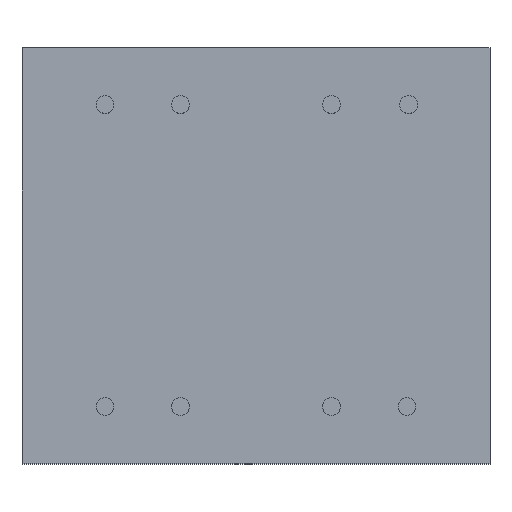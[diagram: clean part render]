
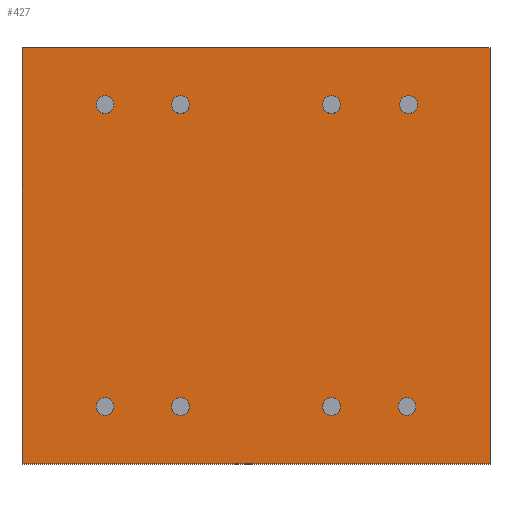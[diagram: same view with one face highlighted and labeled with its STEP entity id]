
A CAD part, top view. The second image highlights one B-rep face of the part: STEP entity #427.
In plain terms, the highlighted planar face has unit normal (0, 0, 1).
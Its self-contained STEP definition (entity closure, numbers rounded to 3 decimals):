
#57=PLANE('',#500);
#92=FACE_OUTER_BOUND('',#127,.T.);
#127=EDGE_LOOP('',(#374,#375,#376,#377));
#150=LINE('',#731,#182);
#154=LINE('',#739,#186);
#157=LINE('',#745,#189);
#160=LINE('',#750,#192);
#182=VECTOR('',#616,10.);
#186=VECTOR('',#622,10.);
#189=VECTOR('',#627,10.);
#192=VECTOR('',#632,10.);
#234=VERTEX_POINT('',#729);
#235=VERTEX_POINT('',#730);
#238=VERTEX_POINT('',#738);
#240=VERTEX_POINT('',#744);
#278=EDGE_CURVE('',#234,#235,#150,.T.);
#282=EDGE_CURVE('',#238,#234,#154,.T.);
#285=EDGE_CURVE('',#240,#238,#157,.T.);
#288=EDGE_CURVE('',#235,#240,#160,.T.);
#374=ORIENTED_EDGE('',*,*,#288,.F.);
#375=ORIENTED_EDGE('',*,*,#278,.F.);
#376=ORIENTED_EDGE('',*,*,#282,.F.);
#377=ORIENTED_EDGE('',*,*,#285,.F.);
#427=ADVANCED_FACE('',(#92),#57,.T.);
#500=AXIS2_PLACEMENT_3D('',#752,#634,#635);
#616=DIRECTION('',(0.,-1.,0.));
#622=DIRECTION('',(1.,0.,0.));
#627=DIRECTION('',(0.,1.,0.));
#632=DIRECTION('',(-1.,0.,0.));
#634=DIRECTION('center_axis',(0.,0.,1.));
#635=DIRECTION('ref_axis',(1.,0.,0.));
#729=CARTESIAN_POINT('',(18.034,14.041,0.));
#730=CARTESIAN_POINT('',(18.034,-13.959,0.));
#731=CARTESIAN_POINT('',(18.034,14.041,0.));
#738=CARTESIAN_POINT('',(-13.466,14.041,0.));
#739=CARTESIAN_POINT('',(-13.466,14.041,0.));
#744=CARTESIAN_POINT('',(-13.466,-13.959,0.));
#745=CARTESIAN_POINT('',(-13.466,-13.959,0.));
#750=CARTESIAN_POINT('',(18.034,-13.959,0.));
#752=CARTESIAN_POINT('Origin',(2.284,0.041,0.));
